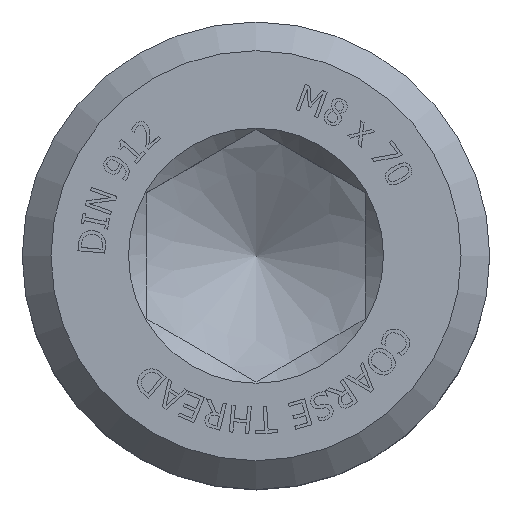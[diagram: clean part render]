
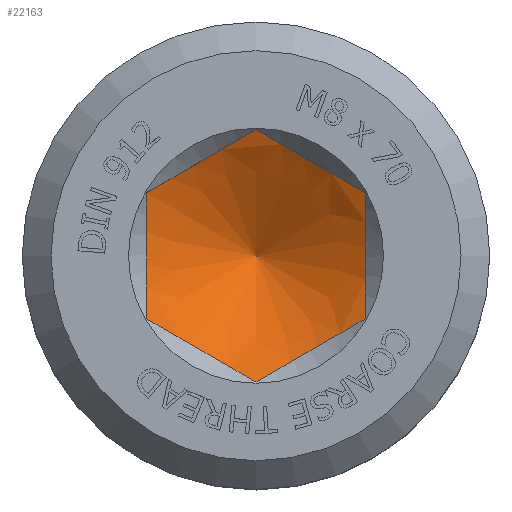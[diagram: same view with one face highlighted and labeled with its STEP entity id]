
A CAD part, top view. The second image highlights one B-rep face of the part: STEP entity #22163.
In plain terms, the highlighted conical face has half-angle 60 degrees and reference radius 2.6 mm.
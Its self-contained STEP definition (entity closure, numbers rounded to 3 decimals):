
#21811=CARTESIAN_POINT('',(0.,3.51,-4.0));
#21812=VERTEX_POINT('',#21811);
#21819=CARTESIAN_POINT('',(3.04,1.755,-4.0));
#21820=VERTEX_POINT('',#21819);
#21821=CARTESIAN_POINT('',(3.04,1.755,-4.0));
#21822=CARTESIAN_POINT('',(1.52,2.633,-4.507));
#21823=CARTESIAN_POINT('',(0.,3.51,-4.0));
#21831=(BOUNDED_CURVE()B_SPLINE_CURVE(2,(#21821,#21822,#21823),.UNSPECIFIED.,.F.,.U.)B_SPLINE_CURVE_WITH_KNOTS((3,3),(0.21,0.67),.UNSPECIFIED.)CURVE()GEOMETRIC_REPRESENTATION_ITEM()RATIONAL_B_SPLINE_CURVE((1.258,1.453,1.258))REPRESENTATION_ITEM(''));
#21832=EDGE_CURVE('',#21820,#21812,#21831,.T.);
#21849=CARTESIAN_POINT('',(-3.04,1.755,-4.0));
#21850=VERTEX_POINT('',#21849);
#21857=CARTESIAN_POINT('',(0.,3.51,-4.0));
#21858=CARTESIAN_POINT('',(-1.52,2.633,-4.507));
#21859=CARTESIAN_POINT('',(-3.04,1.755,-4.0));
#21867=(BOUNDED_CURVE()B_SPLINE_CURVE(2,(#21857,#21858,#21859),.UNSPECIFIED.,.F.,.U.)B_SPLINE_CURVE_WITH_KNOTS((3,3),(0.21,0.67),.UNSPECIFIED.)CURVE()GEOMETRIC_REPRESENTATION_ITEM()RATIONAL_B_SPLINE_CURVE((1.258,1.453,1.258))REPRESENTATION_ITEM(''));
#21868=EDGE_CURVE('',#21812,#21850,#21867,.T.);
#21880=CARTESIAN_POINT('',(-3.04,-1.755,-4.0));
#21881=VERTEX_POINT('',#21880);
#21888=CARTESIAN_POINT('',(-3.04,1.755,-4.0));
#21889=CARTESIAN_POINT('',(-3.04,0.,-4.507));
#21890=CARTESIAN_POINT('',(-3.04,-1.755,-4.0));
#21898=(BOUNDED_CURVE()B_SPLINE_CURVE(2,(#21888,#21889,#21890),.UNSPECIFIED.,.F.,.U.)B_SPLINE_CURVE_WITH_KNOTS((3,3),(0.21,0.67),.UNSPECIFIED.)CURVE()GEOMETRIC_REPRESENTATION_ITEM()RATIONAL_B_SPLINE_CURVE((1.258,1.453,1.258))REPRESENTATION_ITEM(''));
#21899=EDGE_CURVE('',#21850,#21881,#21898,.T.);
#21911=CARTESIAN_POINT('',(0.,-3.51,-4.0));
#21912=VERTEX_POINT('',#21911);
#21919=CARTESIAN_POINT('',(-3.04,-1.755,-4.0));
#21920=CARTESIAN_POINT('',(-1.52,-2.633,-4.507));
#21921=CARTESIAN_POINT('',(0.,-3.51,-4.0));
#21929=(BOUNDED_CURVE()B_SPLINE_CURVE(2,(#21919,#21920,#21921),.UNSPECIFIED.,.F.,.U.)B_SPLINE_CURVE_WITH_KNOTS((3,3),(0.21,0.67),.UNSPECIFIED.)CURVE()GEOMETRIC_REPRESENTATION_ITEM()RATIONAL_B_SPLINE_CURVE((1.258,1.453,1.258))REPRESENTATION_ITEM(''));
#21930=EDGE_CURVE('',#21881,#21912,#21929,.T.);
#21942=CARTESIAN_POINT('',(3.04,-1.755,-4.));
#21943=VERTEX_POINT('',#21942);
#21950=CARTESIAN_POINT('',(0.,-3.51,-4.0));
#21951=CARTESIAN_POINT('',(1.52,-2.633,-4.507));
#21952=CARTESIAN_POINT('',(3.04,-1.755,-4.));
#21960=(BOUNDED_CURVE()B_SPLINE_CURVE(2,(#21950,#21951,#21952),.UNSPECIFIED.,.F.,.U.)B_SPLINE_CURVE_WITH_KNOTS((3,3),(0.21,0.67),.UNSPECIFIED.)CURVE()GEOMETRIC_REPRESENTATION_ITEM()RATIONAL_B_SPLINE_CURVE((1.258,1.453,1.258))REPRESENTATION_ITEM(''));
#21961=EDGE_CURVE('',#21912,#21943,#21960,.T.);
#21974=CARTESIAN_POINT('',(3.04,-1.755,-4.));
#21975=CARTESIAN_POINT('',(3.04,0.,-4.507));
#21976=CARTESIAN_POINT('',(3.04,1.755,-4.0));
#21984=(BOUNDED_CURVE()B_SPLINE_CURVE(2,(#21974,#21975,#21976),.UNSPECIFIED.,.F.,.U.)B_SPLINE_CURVE_WITH_KNOTS((3,3),(0.21,0.67),.UNSPECIFIED.)CURVE()GEOMETRIC_REPRESENTATION_ITEM()RATIONAL_B_SPLINE_CURVE((1.258,1.453,1.258))REPRESENTATION_ITEM(''));
#21985=EDGE_CURVE('',#21943,#21820,#21984,.T.);
#22150=CARTESIAN_POINT('',(0.0,0.,-4.526));
#22151=DIRECTION('',(0.0,0.,1.0));
#22152=DIRECTION('',(0.0,1.0,0.0));
#22153=AXIS2_PLACEMENT_3D('',#22150,#22151,#22152);
#22154=CONICAL_SURFACE('',#22153,2.6,60.);
#22155=ORIENTED_EDGE('',*,*,#21899,.T.);
#22156=ORIENTED_EDGE('',*,*,#21930,.T.);
#22157=ORIENTED_EDGE('',*,*,#21961,.T.);
#22158=ORIENTED_EDGE('',*,*,#21985,.T.);
#22159=ORIENTED_EDGE('',*,*,#21832,.T.);
#22160=ORIENTED_EDGE('',*,*,#21868,.T.);
#22161=EDGE_LOOP('',(#22155,#22156,#22157,#22158,#22159,#22160));
#22162=FACE_OUTER_BOUND('',#22161,.T.);
#22163=ADVANCED_FACE('',(#22162),#22154,.F.);
